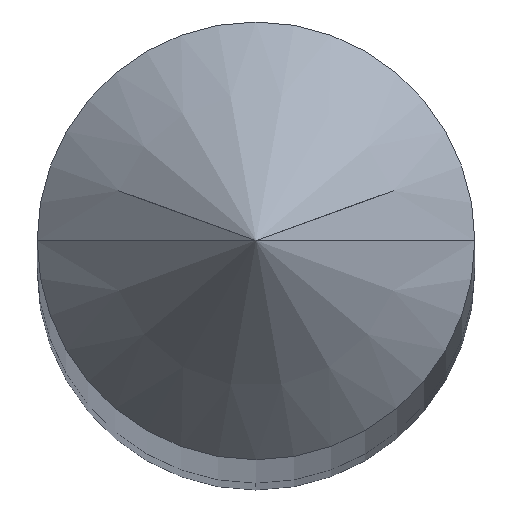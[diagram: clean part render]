
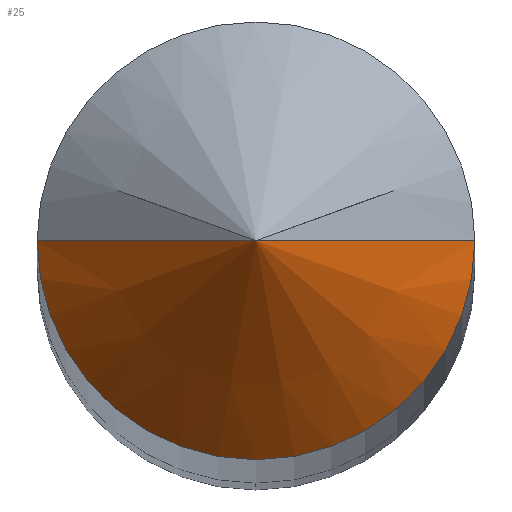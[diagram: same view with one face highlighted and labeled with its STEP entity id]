
A CAD part, top view. The second image highlights one B-rep face of the part: STEP entity #25.
In plain terms, the highlighted conical face has half-angle 45 degrees and reference radius 0.229 mm.
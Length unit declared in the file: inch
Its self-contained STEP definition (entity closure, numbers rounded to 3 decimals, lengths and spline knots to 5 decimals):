
#13 = CARTESIAN_POINT ( 'NONE',  ( -0.009, 0., -0.03125 ) ) ;
#15 = CARTESIAN_POINT ( 'NONE',  ( 0., 0., -0.02225 ) ) ;
#25 = ADVANCED_FACE ( 'NONE', ( #227 ), #201, .T. ) ;
#37 = EDGE_CURVE ( 'NONE', #197, #195, #60, .T. ) ;
#44 = ORIENTED_EDGE ( 'NONE', *, *, #70, .T. ) ;
#59 = DIRECTION ( 'NONE',  ( 0.707, 0., -0.707 ) ) ;
#60 = LINE ( 'NONE', #83, #312 ) ;
#70 = EDGE_CURVE ( 'NONE', #197, #172, #256, .T. ) ;
#77 = CARTESIAN_POINT ( 'NONE',  ( -0.009, 0., -0.03125 ) ) ;
#83 = CARTESIAN_POINT ( 'NONE',  ( 0.009, 0., -0.03125 ) ) ;
#91 = DIRECTION ( 'NONE',  ( 1., 0., 0. ) ) ;
#102 = VECTOR ( 'NONE', #190, 39.37008 ) ;
#158 = ORIENTED_EDGE ( 'NONE', *, *, #345, .T. ) ;
#171 = DIRECTION ( 'NONE',  ( -1., 0., 0. ) ) ;
#172 = VERTEX_POINT ( 'NONE', #13 ) ;
#178 = CARTESIAN_POINT ( 'NONE',  ( 0., 0., -0.03125 ) ) ;
#190 = DIRECTION ( 'NONE',  ( -0.707, 0., -0.707 ) ) ;
#191 = DIRECTION ( 'NONE',  ( 0., 0., -1. ) ) ;
#195 = VERTEX_POINT ( 'NONE', #237 ) ;
#197 = VERTEX_POINT ( 'NONE', #15 ) ;
#201 = CONICAL_SURFACE ( 'NONE', #271, 0.009, 0.785 ) ;
#218 = ORIENTED_EDGE ( 'NONE', *, *, #37, .F. ) ;
#227 = FACE_OUTER_BOUND ( 'NONE', #321, .T. ) ;
#230 = CIRCLE ( 'NONE', #319, 0.009 ) ;
#237 = CARTESIAN_POINT ( 'NONE',  ( 0.009, 0., -0.03125 ) ) ;
#253 = CARTESIAN_POINT ( 'NONE',  ( 0., 0., -0.03125 ) ) ;
#256 = LINE ( 'NONE', #77, #102 ) ;
#271 = AXIS2_PLACEMENT_3D ( 'NONE', #253, #191, #171 ) ;
#293 = DIRECTION ( 'NONE',  ( 0., 0., 1. ) ) ;
#312 = VECTOR ( 'NONE', #59, 39.37008 ) ;
#319 = AXIS2_PLACEMENT_3D ( 'NONE', #178, #293, #91 ) ;
#321 = EDGE_LOOP ( 'NONE', ( #218, #44, #158 ) ) ;
#345 = EDGE_CURVE ( 'NONE', #172, #195, #230, .T. ) ;
